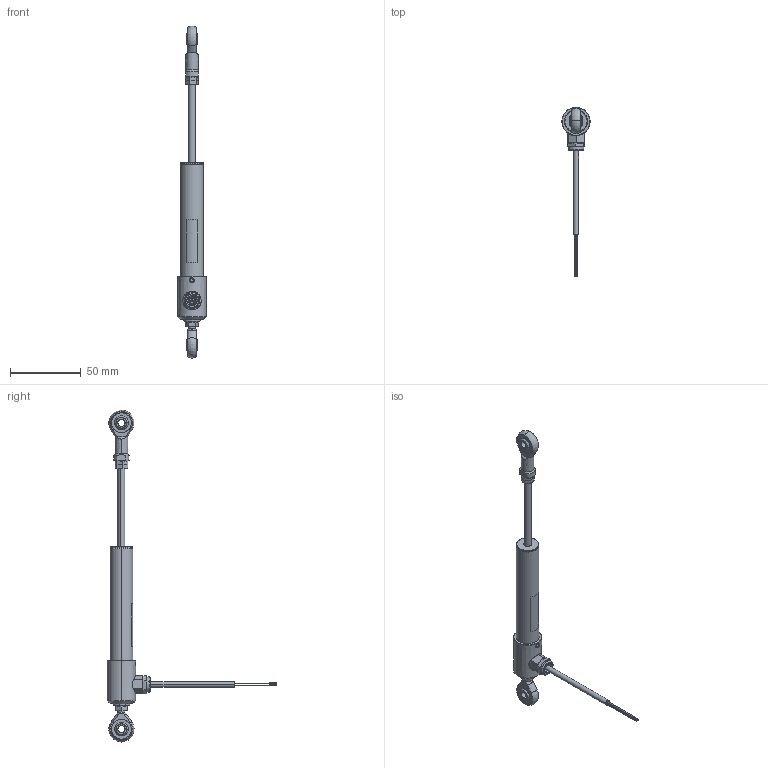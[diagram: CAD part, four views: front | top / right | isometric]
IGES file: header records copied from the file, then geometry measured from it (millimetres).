
Start section: SolidWorks IGES file using analytic representation for surfaces
Global section: file name: TX2_0050_716_cable_extended.IGS; native system: SolidWorks 2010; preprocessor: SolidWorks 2010; author: Konstantinidis; date: 110121.131244; units: millimetre
Bounding box: 20 x 119.6 x 234.27 mm (x, y, z)
Surface area: 14972.7 mm2 (no closed solid volume)
Topology: 0 solids, 0 shells, 229 faces, 3106 edges, 3106 vertices
Faces by surface type: revolution 122, bspline 107
